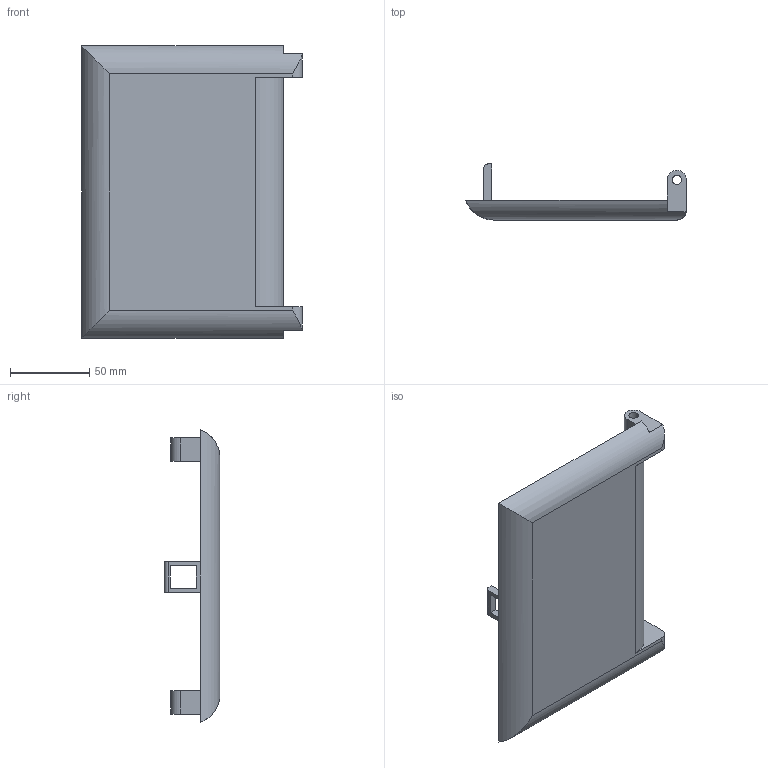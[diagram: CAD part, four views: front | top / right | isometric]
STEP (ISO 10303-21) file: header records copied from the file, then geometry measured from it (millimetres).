
FILE_DESCRIPTION (( 'STEP AP214' ), '1' );
FILE_NAME ('Box Top.STEP', '2026-02-13T06:05:23', ( '' ), ( '' ), 'SwSTEP 2.0', 'SolidWorks 2023', '' );
FILE_SCHEMA (( 'AUTOMOTIVE_DESIGN' ));
Length unit declared in the file: inch
Products named in the file (1): Box Top
Bounding box: 138.94 x 35.18 x 184.15 mm (x, y, z)
Volume: 264725.9 mm3; surface area: 54564.6 mm2
Topology: 1 solids, 1 shells, 35 faces, 92 edges, 60 vertices
Faces by surface type: plane 21, cylinder 14
Entity records: 1153 total; most frequent: CARTESIAN_POINT 234, ORIENTED_EDGE 184, DIRECTION 184, EDGE_CURVE 92, LINE 64, VECTOR 64, AXIS2_PLACEMENT_3D 60, VERTEX_POINT 60
